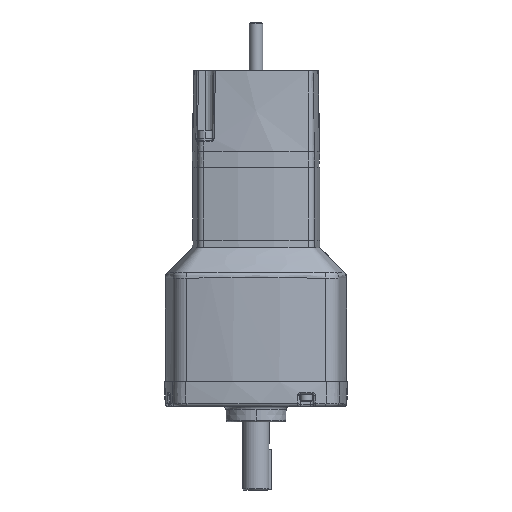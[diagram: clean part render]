
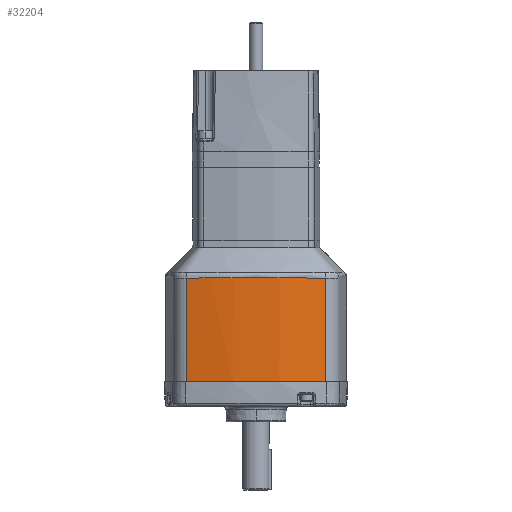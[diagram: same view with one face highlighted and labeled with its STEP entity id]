
A CAD part, front view. The second image highlights one B-rep face of the part: STEP entity #32204.
In plain terms, the highlighted cylindrical face has radius 148.082 mm (diameter 296.164 mm), a partial arc.
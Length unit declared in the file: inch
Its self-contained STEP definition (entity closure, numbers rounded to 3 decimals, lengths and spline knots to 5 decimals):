
#160 = DIRECTION ( 'NONE',  ( -1., 0., 0. ) ) ;
#162 = DIRECTION ( 'NONE',  ( 0., 0., -1. ) ) ;
#164 = CARTESIAN_POINT ( 'NONE',  ( 0., 4.1405, 4.13563 ) ) ;
#3057 = CARTESIAN_POINT ( 'NONE',  ( -1.29534, -1.54377, 4.13563 ) ) ;
#3060 = DIRECTION ( 'NONE',  ( 0., 0., -1. ) ) ;
#4101 = EDGE_LOOP ( 'NONE', ( #10384, #11677, #10414, #10381 ) ) ;
#5197 = EDGE_CURVE ( 'NONE', #31002, #8365, #27199, .T. ) ;
#5236 = AXIS2_PLACEMENT_3D ( 'NONE', #8678, #8680, #8682 ) ;
#5810 = EDGE_CURVE ( 'NONE', #8365, #8290, #15444, .T. ) ;
#8290 = VERTEX_POINT ( 'NONE', #19679 ) ;
#8365 = VERTEX_POINT ( 'NONE', #19754 ) ;
#8678 = CARTESIAN_POINT ( 'NONE',  ( 0., 4.1405, -2.636 ) ) ;
#8680 = DIRECTION ( 'NONE',  ( 0., 0., -1. ) ) ;
#8682 = DIRECTION ( 'NONE',  ( -1., 0., 0. ) ) ;
#10381 = ORIENTED_EDGE ( 'NONE', *, *, #14577, .T. ) ;
#10384 = ORIENTED_EDGE ( 'NONE', *, *, #5810, .F. ) ;
#10414 = ORIENTED_EDGE ( 'NONE', *, *, #20776, .T. ) ;
#11677 = ORIENTED_EDGE ( 'NONE', *, *, #5197, .F. ) ;
#14577 = EDGE_CURVE ( 'NONE', #30991, #8290, #28134, .T. ) ;
#15444 = CIRCLE ( 'NONE', #5236, 5.83 ) ;
#16825 = CARTESIAN_POINT ( 'NONE',  ( -1.29534, -1.54377, -0.70379 ) ) ;
#16836 = CARTESIAN_POINT ( 'NONE',  ( 1.29534, -1.54377, -0.70379 ) ) ;
#19454 = FACE_OUTER_BOUND ( 'NONE', #4101, .T. ) ;
#19464 = CYLINDRICAL_SURFACE ( 'NONE', #30101, 5.83 ) ;
#19679 = CARTESIAN_POINT ( 'NONE',  ( -1.29534, -1.54377, -2.636 ) ) ;
#19754 = CARTESIAN_POINT ( 'NONE',  ( 1.29534, -1.54377, -2.636 ) ) ;
#20776 = EDGE_CURVE ( 'NONE', #31002, #30991, #21356, .T. ) ;
#21201 = CARTESIAN_POINT ( 'NONE',  ( 1.29534, -1.54377, 4.13563 ) ) ;
#21210 = DIRECTION ( 'NONE',  ( 0., 0., -1. ) ) ;
#21356 = B_SPLINE_CURVE_WITH_KNOTS ( 'NONE', 3,
 ( #24294, #24293, #24302, #24303, #24304, #24305, #24306, #24307, #24308, #24309, #24310, #24311, #24312, #24313, #24314, #24315, #24316, #24317, #24318, #24319, #24320, #24321, #24322, #24323, #24324, #24325, #24326 ),
 .UNSPECIFIED., .F., .F.,
 ( 4, 2, 1, 1, 2, 1, 2, 2, 2, 2, 2, 2, 1, 1, 2, 4 ),
 ( 0., 0.00052, 0.00104, 0.00208, 0.00416, 0.00831, 0.01247, 0.01663, 0.03325, 0.04988, 0.05819, 0.06235, 0.06443, 0.06547, 0.06599, 0.0665 ),
 .UNSPECIFIED. ) ;
#24293 = CARTESIAN_POINT ( 'NONE',  ( 1.28869, -1.54529, -0.70331 ) ) ;
#24294 = CARTESIAN_POINT ( 'NONE',  ( 1.29534, -1.54377, -0.70379 ) ) ;
#24302 = CARTESIAN_POINT ( 'NONE',  ( 1.28203, -1.5468, -0.70321 ) ) ;
#24303 = CARTESIAN_POINT ( 'NONE',  ( 1.26871, -1.54978, -0.70319 ) ) ;
#24304 = CARTESIAN_POINT ( 'NONE',  ( 1.24872, -1.55423, -0.70316 ) ) ;
#24305 = CARTESIAN_POINT ( 'NONE',  ( 1.20204, -1.56435, -0.70309 ) ) ;
#24306 = CARTESIAN_POINT ( 'NONE',  ( 1.16195, -1.5726, -0.70303 ) ) ;
#24307 = CARTESIAN_POINT ( 'NONE',  ( 1.08167, -1.58854, -0.70292 ) ) ;
#24308 = CARTESIAN_POINT ( 'NONE',  ( 0.97437, -1.60828, -0.70278 ) ) ;
#24309 = CARTESIAN_POINT ( 'NONE',  ( 0.86655, -1.625, -0.70268 ) ) ;
#24310 = CARTESIAN_POINT ( 'NONE',  ( 0.75845, -1.64021, -0.70258 ) ) ;
#24311 = CARTESIAN_POINT ( 'NONE',  ( 0.70423, -1.64707, -0.70255 ) ) ;
#24312 = CARTESIAN_POINT ( 'NONE',  ( 0.4332, -1.67748, -0.70236 ) ) ;
#24313 = CARTESIAN_POINT ( 'NONE',  ( 0.21646, -1.68951, -0.70227 ) ) ;
#24314 = CARTESIAN_POINT ( 'NONE',  ( -0.21689, -1.68949, -0.70227 ) ) ;
#24315 = CARTESIAN_POINT ( 'NONE',  ( -0.43349, -1.67744, -0.70236 ) ) ;
#24316 = CARTESIAN_POINT ( 'NONE',  ( -0.75827, -1.641, -0.70258 ) ) ;
#24317 = CARTESIAN_POINT ( 'NONE',  ( -0.86659, -1.62577, -0.70267 ) ) ;
#24318 = CARTESIAN_POINT ( 'NONE',  ( -1.02799, -1.59841, -0.70285 ) ) ;
#24319 = CARTESIAN_POINT ( 'NONE',  ( -1.08165, -1.58854, -0.70292 ) ) ;
#24320 = CARTESIAN_POINT ( 'NONE',  ( -1.16194, -1.5726, -0.70303 ) ) ;
#24321 = CARTESIAN_POINT ( 'NONE',  ( -1.20203, -1.56435, -0.70309 ) ) ;
#24322 = CARTESIAN_POINT ( 'NONE',  ( -1.24872, -1.55423, -0.70316 ) ) ;
#24323 = CARTESIAN_POINT ( 'NONE',  ( -1.26871, -1.54978, -0.70319 ) ) ;
#24324 = CARTESIAN_POINT ( 'NONE',  ( -1.28203, -1.5468, -0.70321 ) ) ;
#24325 = CARTESIAN_POINT ( 'NONE',  ( -1.28869, -1.54529, -0.70331 ) ) ;
#24326 = CARTESIAN_POINT ( 'NONE',  ( -1.29534, -1.54377, -0.70379 ) ) ;
#27199 = LINE ( 'NONE', #21201, #27207 ) ;
#27207 = VECTOR ( 'NONE', #21210, 39.37008 ) ;
#28134 = LINE ( 'NONE', #3057, #28136 ) ;
#28136 = VECTOR ( 'NONE', #3060, 39.37008 ) ;
#30101 = AXIS2_PLACEMENT_3D ( 'NONE', #164, #162, #160 ) ;
#30991 = VERTEX_POINT ( 'NONE', #16825 ) ;
#31002 = VERTEX_POINT ( 'NONE', #16836 ) ;
#32204 = ADVANCED_FACE ( 'NONE', ( #19454 ), #19464, .T. ) ;
